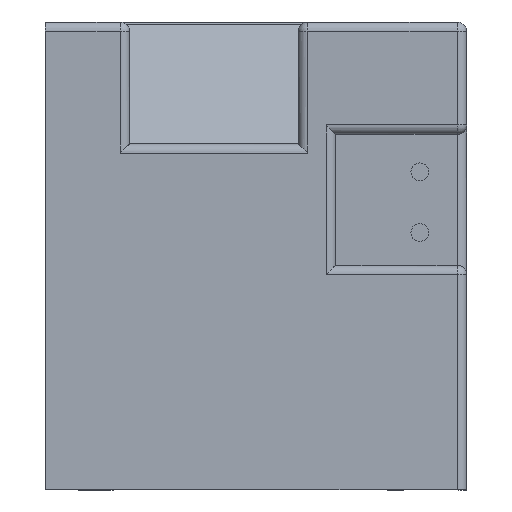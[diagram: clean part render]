
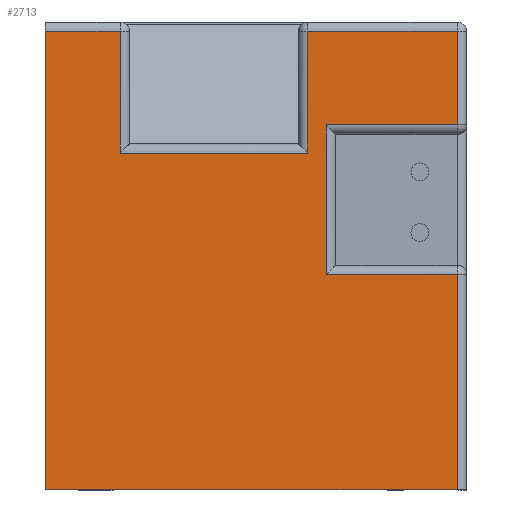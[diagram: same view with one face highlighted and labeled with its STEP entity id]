
A CAD part, left-side view. The second image highlights one B-rep face of the part: STEP entity #2713.
In plain terms, the highlighted planar face has unit normal (-1, 0, 0).
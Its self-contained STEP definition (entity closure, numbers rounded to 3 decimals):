
#93=PLANE('',#3072);
#249=FACE_OUTER_BOUND('',#434,.T.);
#434=EDGE_LOOP('',(#2254,#2255,#2256,#2257,#2258,#2259,#2260,#2261,#2262,
#2263,#2264,#2265));
#777=LINE('',#4491,#973);
#779=LINE('',#4497,#975);
#780=LINE('',#4510,#976);
#786=LINE('',#4531,#982);
#787=LINE('',#4536,#983);
#790=LINE('',#4554,#986);
#794=LINE('',#4579,#990);
#838=LINE('',#4754,#1034);
#843=LINE('',#4761,#1039);
#849=LINE('',#4773,#1045);
#857=LINE('',#4796,#1053);
#858=LINE('',#4797,#1054);
#973=VECTOR('',#3493,10.);
#975=VECTOR('',#3501,10.);
#976=VECTOR('',#3516,10.);
#982=VECTOR('',#3538,10.);
#983=VECTOR('',#3545,10.);
#986=VECTOR('',#3566,10.);
#990=VECTOR('',#3598,10.);
#1034=VECTOR('',#3816,10.);
#1039=VECTOR('',#3825,10.);
#1045=VECTOR('',#3841,10.);
#1053=VECTOR('',#3867,10.);
#1054=VECTOR('',#3868,10.);
#1220=VERTEX_POINT('',#4483);
#1222=VERTEX_POINT('',#4489);
#1223=VERTEX_POINT('',#4496);
#1226=VERTEX_POINT('',#4503);
#1228=VERTEX_POINT('',#4508);
#1234=VERTEX_POINT('',#4529);
#1235=VERTEX_POINT('',#4530);
#1236=VERTEX_POINT('',#4535);
#1242=VERTEX_POINT('',#4550);
#1244=VERTEX_POINT('',#4559);
#1248=VERTEX_POINT('',#4573);
#1300=VERTEX_POINT('',#4795);
#1499=EDGE_CURVE('',#1222,#1220,#777,.T.);
#1502=EDGE_CURVE('',#1220,#1223,#779,.T.);
#1508=EDGE_CURVE('',#1228,#1226,#780,.T.);
#1518=EDGE_CURVE('',#1234,#1235,#786,.T.);
#1521=EDGE_CURVE('',#1236,#1222,#787,.T.);
#1530=EDGE_CURVE('',#1235,#1242,#790,.T.);
#1543=EDGE_CURVE('',#1248,#1244,#794,.T.);
#1634=EDGE_CURVE('',#1242,#1248,#838,.T.);
#1639=EDGE_CURVE('',#1244,#1236,#843,.T.);
#1646=EDGE_CURVE('',#1226,#1234,#849,.T.);
#1656=EDGE_CURVE('',#1300,#1228,#857,.T.);
#1657=EDGE_CURVE('',#1223,#1300,#858,.T.);
#2254=ORIENTED_EDGE('',*,*,#1521,.F.);
#2255=ORIENTED_EDGE('',*,*,#1639,.F.);
#2256=ORIENTED_EDGE('',*,*,#1543,.F.);
#2257=ORIENTED_EDGE('',*,*,#1634,.F.);
#2258=ORIENTED_EDGE('',*,*,#1530,.F.);
#2259=ORIENTED_EDGE('',*,*,#1518,.F.);
#2260=ORIENTED_EDGE('',*,*,#1646,.F.);
#2261=ORIENTED_EDGE('',*,*,#1508,.F.);
#2262=ORIENTED_EDGE('',*,*,#1656,.F.);
#2263=ORIENTED_EDGE('',*,*,#1657,.F.);
#2264=ORIENTED_EDGE('',*,*,#1502,.F.);
#2265=ORIENTED_EDGE('',*,*,#1499,.F.);
#2713=ADVANCED_FACE('',(#249),#93,.T.);
#3072=AXIS2_PLACEMENT_3D('',#4794,#3865,#3866);
#3493=DIRECTION('',(0.,-1.,0.));
#3501=DIRECTION('',(0.,0.,-1.));
#3516=DIRECTION('',(0.,-1.,0.));
#3538=DIRECTION('',(0.,-1.,0.));
#3545=DIRECTION('',(0.,0.,-1.));
#3566=DIRECTION('',(0.,0.,1.));
#3598=DIRECTION('',(0.,0.,-1.));
#3816=DIRECTION('',(0.,-1.,0.));
#3825=DIRECTION('',(0.,1.,0.));
#3841=DIRECTION('',(0.,0.,-1.));
#3865=DIRECTION('center_axis',(-1.,0.,0.));
#3866=DIRECTION('ref_axis',(0.,0.,1.));
#3867=DIRECTION('',(0.,0.,1.));
#3868=DIRECTION('',(0.,1.,0.));
#4483=CARTESIAN_POINT('',(0.,1.,23.));
#4489=CARTESIAN_POINT('',(0.,15.,23.));
#4491=CARTESIAN_POINT('',(0.,7.,23.));
#4496=CARTESIAN_POINT('',(0.,1.,0.));
#4497=CARTESIAN_POINT('',(0.,1.,12.256));
#4503=CARTESIAN_POINT('',(0.,37.,49.));
#4508=CARTESIAN_POINT('',(0.,45.,49.));
#4510=CARTESIAN_POINT('',(0.,0.,49.));
#4529=CARTESIAN_POINT('',(0.,37.,36.));
#4530=CARTESIAN_POINT('',(0.,17.,36.));
#4531=CARTESIAN_POINT('',(0.,18.,36.));
#4535=CARTESIAN_POINT('',(0.,15.,39.));
#4536=CARTESIAN_POINT('',(0.,15.,19.));
#4550=CARTESIAN_POINT('',(0.,17.,49.));
#4554=CARTESIAN_POINT('',(0.,17.,18.5));
#4559=CARTESIAN_POINT('',(0.,1.,39.));
#4573=CARTESIAN_POINT('',(0.,1.,49.));
#4579=CARTESIAN_POINT('',(0.,1.,12.256));
#4754=CARTESIAN_POINT('',(0.,0.,49.));
#4761=CARTESIAN_POINT('',(0.,0.,39.));
#4773=CARTESIAN_POINT('',(0.,37.,25.));
#4794=CARTESIAN_POINT('Origin',(0.,0.,0.));
#4795=CARTESIAN_POINT('',(0.,45.,0.));
#4796=CARTESIAN_POINT('',(0.,45.,0.));
#4797=CARTESIAN_POINT('',(0.,0.,0.));
